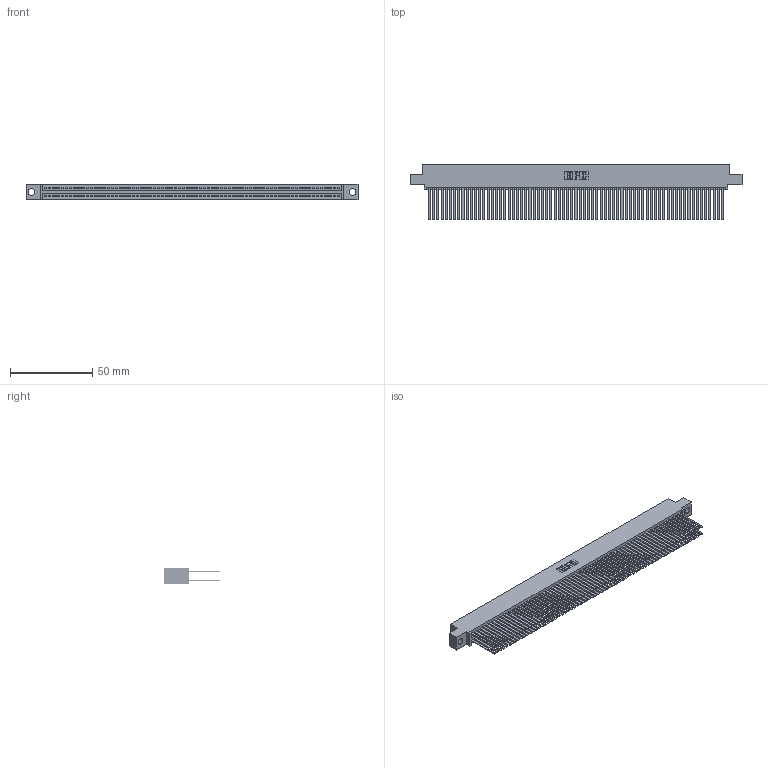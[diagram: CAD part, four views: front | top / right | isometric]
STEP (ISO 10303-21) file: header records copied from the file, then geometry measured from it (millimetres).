
FILE_DESCRIPTION (( 'STEP AP203' ), '1' );
FILE_NAME ('345-142-544-504.STEP', '2021-05-26T02:07:00', ( '' ), ( '' ), 'SwSTEP 2.0', 'SolidWorks 2020', '' );
FILE_SCHEMA (( 'CONFIG_CONTROL_DESIGN' ));
Length unit declared in the file: inch
Products named in the file (3): 345-292-001_345-293-144; 345-142-544-504; 345 Part_0.110 Offset - 0.156 Dia-TI
Assembly tree (143 placements, depth 2):
  345-142-544-504
    345 Part_0.110 Offset - 0.156 Dia-TI
    345-292-001_345-293-144  x142
Bounding box: 201.55 x 33.96 x 9.4 mm (x, y, z)
Volume: 21659.1 mm3; surface area: 38356.1 mm2
Topology: 143 solids, 143 shells, 6392 faces, 18991 edges, 12470 vertices
Faces by surface type: plane 4216, cylinder 2176
Entity records: 52171 total; most frequent: CARTESIAN_POINT 8722, ORIENTED_EDGE 8654, DIRECTION 7651, EDGE_CURVE 4327, VECTOR 3915, LINE 3915, VERTEX_POINT 2882, AXIS2_PLACEMENT_3D 1868
